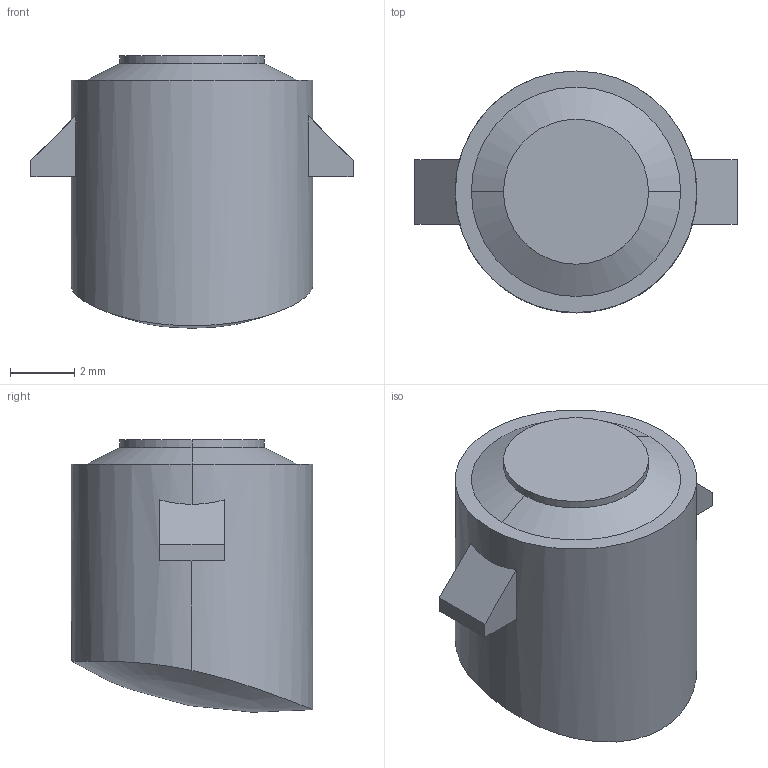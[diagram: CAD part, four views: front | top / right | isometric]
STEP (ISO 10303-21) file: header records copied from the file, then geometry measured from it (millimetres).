
FILE_DESCRIPTION (( 'STEP AP203' ), '1' );
FILE_NAME ('DP - D FSR Actuator.STEP', '2017-08-02T03:19:26', ( '' ), ( '' ), 'SwSTEP 2.0', 'SolidWorks 2016', '' );
FILE_SCHEMA (( 'CONFIG_CONTROL_DESIGN' ));
Length unit declared in the file: millimetre
Products named in the file (1): DP - D FSR Actuator
Bounding box: 10 x 7.5 x 8.46 mm (x, y, z)
Volume: 335.4 mm3; surface area: 267.8 mm2
Topology: 1 solids, 1 shells, 19 faces, 46 edges, 30 vertices
Faces by surface type: plane 12, cylinder 4, cone 2, bspline 1
Entity records: 821 total; most frequent: CARTESIAN_POINT 303, ORIENTED_EDGE 92, DIRECTION 90, EDGE_CURVE 46, AXIS2_PLACEMENT_3D 31, VERTEX_POINT 30, LINE 28, VECTOR 28
